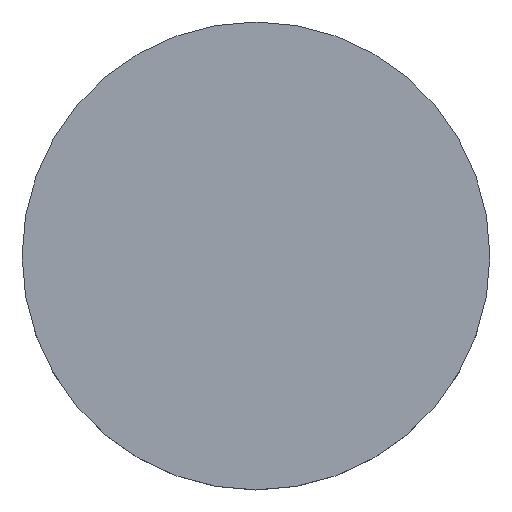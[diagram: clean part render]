
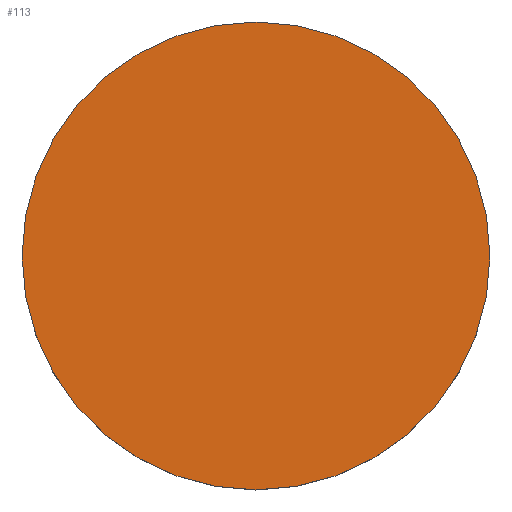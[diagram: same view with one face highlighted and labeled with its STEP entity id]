
A CAD part, top view. The second image highlights one B-rep face of the part: STEP entity #113.
In plain terms, the highlighted planar face has unit normal (0, 0, 1).
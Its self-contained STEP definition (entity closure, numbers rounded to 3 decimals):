
#12 = FACE_OUTER_BOUND ( 'NONE', #185, .T. ) ;
#25 = DIRECTION ( 'NONE',  ( 0., 0., -1. ) ) ;
#58 = CARTESIAN_POINT ( 'NONE',  ( 12.7, 0., 3.5 ) ) ;
#62 = DIRECTION ( 'NONE',  ( 1., 0., 0. ) ) ;
#70 = CARTESIAN_POINT ( 'NONE',  ( -12.7, 0., 3.5 ) ) ;
#74 = CIRCLE ( 'NONE', #171, 12.7 ) ;
#80 = CARTESIAN_POINT ( 'NONE',  ( 0., 0., 3.5 ) ) ;
#88 = CARTESIAN_POINT ( 'NONE',  ( 0., 26.112, 3.5 ) ) ;
#89 = DIRECTION ( 'NONE',  ( 0., 0., 1. ) ) ;
#113 = ADVANCED_FACE ( 'NONE', ( #12 ), #127, .T. ) ;
#127 = PLANE ( 'NONE',  #197 ) ;
#128 = ORIENTED_EDGE ( 'NONE', *, *, #135, .F. ) ;
#130 = VERTEX_POINT ( 'NONE', #70 ) ;
#134 = CIRCLE ( 'NONE', #154, 12.7 ) ;
#135 = EDGE_CURVE ( 'NONE', #130, #217, #74, .T. ) ;
#147 = ORIENTED_EDGE ( 'NONE', *, *, #189, .F. ) ;
#149 = CARTESIAN_POINT ( 'NONE',  ( 0., 0., 3.5 ) ) ;
#154 = AXIS2_PLACEMENT_3D ( 'NONE', #149, #227, #225 ) ;
#171 = AXIS2_PLACEMENT_3D ( 'NONE', #80, #25, #62 ) ;
#185 = EDGE_LOOP ( 'NONE', ( #147, #128 ) ) ;
#189 = EDGE_CURVE ( 'NONE', #217, #130, #134, .T. ) ;
#197 = AXIS2_PLACEMENT_3D ( 'NONE', #88, #89, #215 ) ;
#215 = DIRECTION ( 'NONE',  ( 1., 0., 0. ) ) ;
#217 = VERTEX_POINT ( 'NONE', #58 ) ;
#225 = DIRECTION ( 'NONE',  ( 1., 0., 0. ) ) ;
#227 = DIRECTION ( 'NONE',  ( 0., 0., -1. ) ) ;
